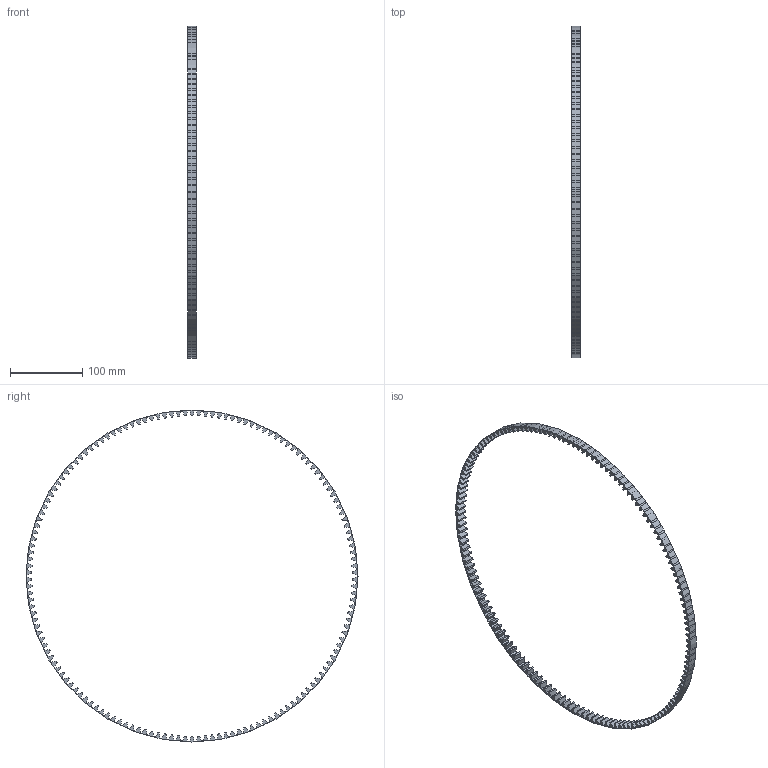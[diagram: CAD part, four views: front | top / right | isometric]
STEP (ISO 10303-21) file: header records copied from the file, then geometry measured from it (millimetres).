
FILE_DESCRIPTION (( 'STEP AP203' ), '1' );
FILE_NAME ('Presse_Ballon_Couronne.STEP', '2020-04-03T13:29:32', ( '' ), ( '' ), 'SwSTEP 2.0', 'SolidWorks 2018', '' );
FILE_SCHEMA (( 'CONFIG_CONTROL_DESIGN' ));
Length unit declared in the file: millimetre
Products named in the file (1): Presse_Ballon_Couronne
Bounding box: 12 x 460 x 460 mm (x, y, z)
Volume: 76231.3 mm3; surface area: 64089.1 mm2
Topology: 1 solids, 1 shells, 607 faces, 1815 edges, 1210 vertices
Faces by surface type: cylinder 605, plane 2
Entity records: 21280 total; most frequent: DIRECTION 4241, CARTESIAN_POINT 3633, ORIENTED_EDGE 3630, AXIS2_PLACEMENT_3D 1818, EDGE_CURVE 1815, CIRCLE 1210, VERTEX_POINT 1210, EDGE_LOOP 609
